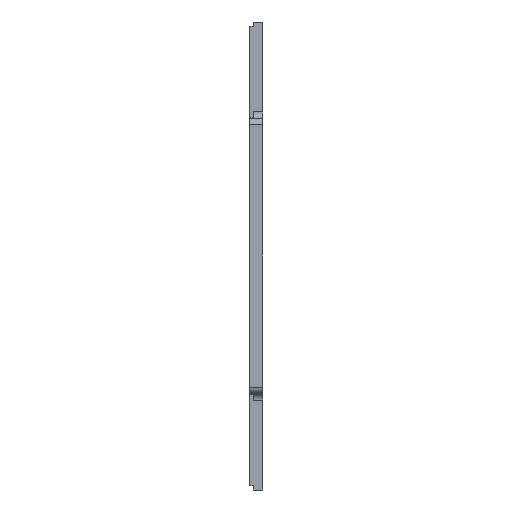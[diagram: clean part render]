
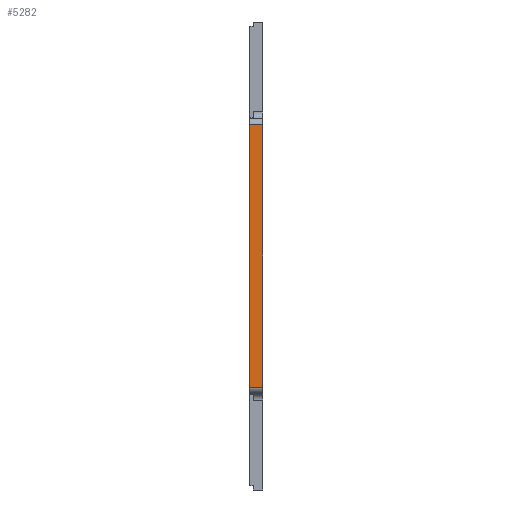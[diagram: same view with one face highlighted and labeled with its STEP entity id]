
A CAD part, left-side view. The second image highlights one B-rep face of the part: STEP entity #5282.
In plain terms, the highlighted planar face has unit normal (-1, 0, 0).
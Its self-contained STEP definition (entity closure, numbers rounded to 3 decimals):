
#285 = FACE_OUTER_BOUND ( 'NONE', #2123, .T. ) ;
#542 = ORIENTED_EDGE ( 'NONE', *, *, #7297, .T. ) ;
#696 = LINE ( 'NONE', #1758, #5343 ) ;
#1286 = LINE ( 'NONE', #5666, #1984 ) ;
#1544 = VERTEX_POINT ( 'NONE', #3966 ) ;
#1758 = CARTESIAN_POINT ( 'NONE',  ( -1441.803, 205.976, 231.671 ) ) ;
#1889 = ORIENTED_EDGE ( 'NONE', *, *, #4363, .T. ) ;
#1984 = VECTOR ( 'NONE', #2516, 1000. ) ;
#2043 = DIRECTION ( 'NONE',  ( 0., 0., 1. ) ) ;
#2123 = EDGE_LOOP ( 'NONE', ( #5181, #2795, #1889, #542 ) ) ;
#2415 = CARTESIAN_POINT ( 'NONE',  ( -1441.803, -18.243, 432.671 ) ) ;
#2456 = CARTESIAN_POINT ( 'NONE',  ( -1441.803, 205.976, 226.671 ) ) ;
#2460 = AXIS2_PLACEMENT_3D ( 'NONE', #2456, #2526, #2043 ) ;
#2516 = DIRECTION ( 'NONE',  ( 0., 0., -1. ) ) ;
#2526 = DIRECTION ( 'NONE',  ( -1., 0., 0. ) ) ;
#2795 = ORIENTED_EDGE ( 'NONE', *, *, #4109, .T. ) ;
#3415 = LINE ( 'NONE', #5817, #7363 ) ;
#3482 = DIRECTION ( 'NONE',  ( 0., 0., -1. ) ) ;
#3713 = CARTESIAN_POINT ( 'NONE',  ( -1441.803, 205.976, 432.671 ) ) ;
#3848 = VERTEX_POINT ( 'NONE', #2415 ) ;
#3966 = CARTESIAN_POINT ( 'NONE',  ( -1441.803, -8.243, 432.671 ) ) ;
#4109 = EDGE_CURVE ( 'NONE', #3848, #1544, #4890, .T. ) ;
#4192 = CARTESIAN_POINT ( 'NONE',  ( -1441.803, -8.243, 231.671 ) ) ;
#4203 = PLANE ( 'NONE',  #2460 ) ;
#4363 = EDGE_CURVE ( 'NONE', #1544, #5701, #3415, .T. ) ;
#4509 = CARTESIAN_POINT ( 'NONE',  ( -1441.803, -18.243, 231.671 ) ) ;
#4595 = DIRECTION ( 'NONE',  ( 0., -1., 0. ) ) ;
#4598 = VECTOR ( 'NONE', #6007, 1000. ) ;
#4890 = LINE ( 'NONE', #3713, #4598 ) ;
#5181 = ORIENTED_EDGE ( 'NONE', *, *, #5647, .F. ) ;
#5282 = ADVANCED_FACE ( 'NONE', ( #285 ), #4203, .T. ) ;
#5343 = VECTOR ( 'NONE', #4595, 1000. ) ;
#5419 = VERTEX_POINT ( 'NONE', #4509 ) ;
#5647 = EDGE_CURVE ( 'NONE', #3848, #5419, #1286, .T. ) ;
#5666 = CARTESIAN_POINT ( 'NONE',  ( -1441.803, -18.243, 226.671 ) ) ;
#5701 = VERTEX_POINT ( 'NONE', #4192 ) ;
#5817 = CARTESIAN_POINT ( 'NONE',  ( -1441.803, -8.243, 226.671 ) ) ;
#6007 = DIRECTION ( 'NONE',  ( 0., 1., 0. ) ) ;
#7297 = EDGE_CURVE ( 'NONE', #5701, #5419, #696, .T. ) ;
#7363 = VECTOR ( 'NONE', #3482, 1000. ) ;
